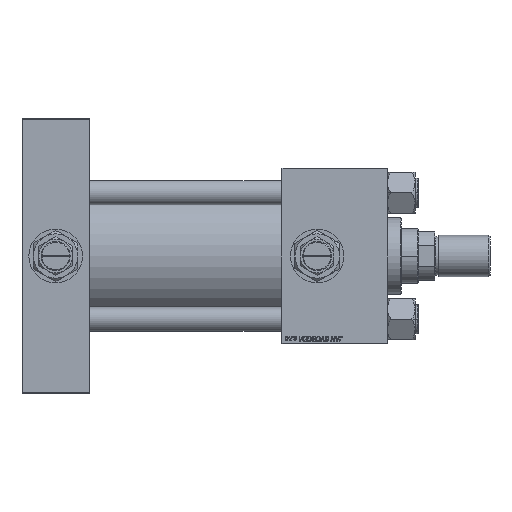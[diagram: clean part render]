
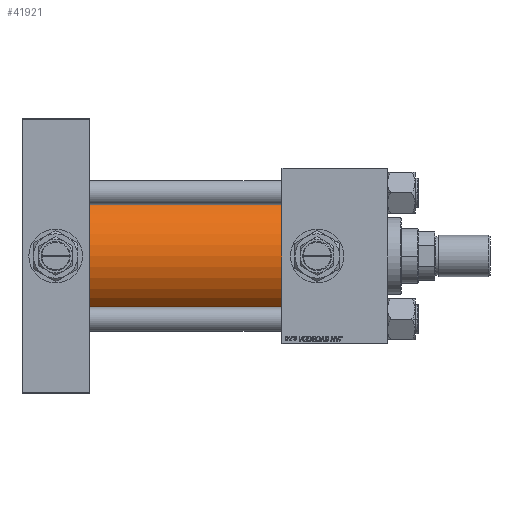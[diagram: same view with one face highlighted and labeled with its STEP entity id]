
A CAD part, front view. The second image highlights one B-rep face of the part: STEP entity #41921.
In plain terms, the highlighted cylindrical face has radius 43 mm (diameter 86 mm), a partial arc.
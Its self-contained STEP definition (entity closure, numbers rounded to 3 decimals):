
#47 = EDGE_LOOP ( 'NONE', ( #49624, #12533, #15446, #36274 ) ) ;
#1113 = DIRECTION ( 'NONE',  ( 1., 0., 0. ) ) ;
#2279 = VERTEX_POINT ( 'NONE', #43615 ) ;
#4444 = DIRECTION ( 'NONE',  ( 1., 0., 0. ) ) ;
#4571 = LINE ( 'NONE', #52626, #24598 ) ;
#5519 = VERTEX_POINT ( 'NONE', #9400 ) ;
#7395 = DIRECTION ( 'NONE',  ( -1., 0., 0. ) ) ;
#9400 = CARTESIAN_POINT ( 'NONE',  ( 44., 0., 43. ) ) ;
#11009 = CIRCLE ( 'NONE', #40989, 43. ) ;
#12533 = ORIENTED_EDGE ( 'NONE', *, *, #32990, .F. ) ;
#13223 = CARTESIAN_POINT ( 'NONE',  ( 170., 0., 0. ) ) ;
#14225 = AXIS2_PLACEMENT_3D ( 'NONE', #13223, #29580, #45933 ) ;
#14881 = AXIS2_PLACEMENT_3D ( 'NONE', #49978, #1113, #26087 ) ;
#15446 = ORIENTED_EDGE ( 'NONE', *, *, #16409, .T. ) ;
#16409 = EDGE_CURVE ( 'NONE', #20325, #5519, #4571, .T. ) ;
#16709 = FACE_OUTER_BOUND ( 'NONE', #47, .T. ) ;
#20325 = VERTEX_POINT ( 'NONE', #37959 ) ;
#20684 = DIRECTION ( 'NONE',  ( -1., 0., 0. ) ) ;
#22722 = LINE ( 'NONE', #35052, #44664 ) ;
#24598 = VECTOR ( 'NONE', #20684, 1000. ) ;
#24709 = EDGE_CURVE ( 'NONE', #27240, #2279, #22722, .T. ) ;
#26087 = DIRECTION ( 'NONE',  ( 0., 0., -1. ) ) ;
#27240 = VERTEX_POINT ( 'NONE', #52186 ) ;
#29580 = DIRECTION ( 'NONE',  ( -1., 0., 0. ) ) ;
#32634 = DIRECTION ( 'NONE',  ( 0., 0., 1. ) ) ;
#32990 = EDGE_CURVE ( 'NONE', #20325, #27240, #46542, .T. ) ;
#35052 = CARTESIAN_POINT ( 'NONE',  ( 170., 0., -43. ) ) ;
#36274 = ORIENTED_EDGE ( 'NONE', *, *, #44991, .T. ) ;
#37726 = CARTESIAN_POINT ( 'NONE',  ( 44., 0., 0. ) ) ;
#37959 = CARTESIAN_POINT ( 'NONE',  ( 170., 0., 43. ) ) ;
#40989 = AXIS2_PLACEMENT_3D ( 'NONE', #37726, #4444, #32634 ) ;
#41921 = ADVANCED_FACE ( 'NONE', ( #16709 ), #50227, .T. ) ;
#43615 = CARTESIAN_POINT ( 'NONE',  ( 44., 0., -43. ) ) ;
#44664 = VECTOR ( 'NONE', #7395, 1000. ) ;
#44991 = EDGE_CURVE ( 'NONE', #5519, #2279, #11009, .T. ) ;
#45933 = DIRECTION ( 'NONE',  ( 0., 0., 1. ) ) ;
#46542 = CIRCLE ( 'NONE', #14881, 43. ) ;
#49624 = ORIENTED_EDGE ( 'NONE', *, *, #24709, .F. ) ;
#49978 = CARTESIAN_POINT ( 'NONE',  ( 170., 0., 0. ) ) ;
#50227 = CYLINDRICAL_SURFACE ( 'NONE', #14225, 43. ) ;
#52186 = CARTESIAN_POINT ( 'NONE',  ( 170., 0., -43. ) ) ;
#52626 = CARTESIAN_POINT ( 'NONE',  ( 170., 0., 43. ) ) ;
